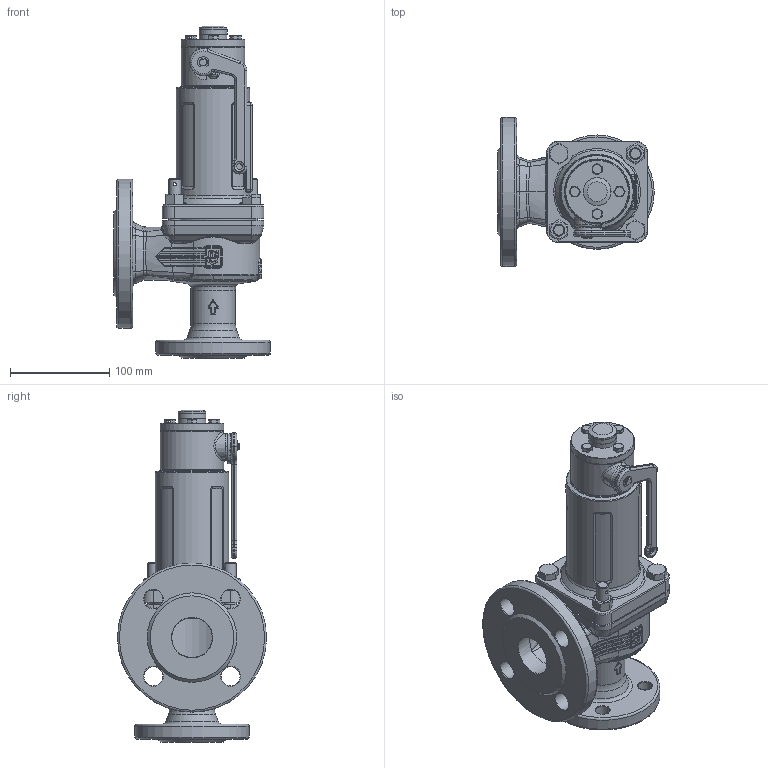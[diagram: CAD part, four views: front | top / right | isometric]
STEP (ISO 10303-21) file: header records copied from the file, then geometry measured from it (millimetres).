
FILE_DESCRIPTION(('HOOPS Exchange Step'),'2;1');
FILE_NAME('SF0610_DN25_25-40.stp','2025-06-27T13:25:18+02:00',('nieru'),('Unknown organisation'),'HOOPS Exchange 2024.2','HOOPS Exchange','Unknown authorisation');
FILE_SCHEMA( ('AP203_CONFIGURATION_CONTROLLED_3D_DESIGN_OF_MECHANICAL_PARTS_AND_ASSEMBLIES_MIM_LF') );
Length unit declared in the file: millimetre
Products named in the file (2): 0; root
Assembly tree (1 placements, depth 2):
  root
    0
Bounding box: 157.5 x 150 x 334 mm (x, y, z)
Volume: 1572216.8 mm3; surface area: 244869.5 mm2
Topology: 20 solids, 20 shells, 1442 faces, 3579 edges, 2148 vertices
Faces by surface type: bspline 558, cylinder 359, plane 295, torus 152, cone 75, sphere 3
Full cylindrical faces by diameter (mm): 2 x2, 3.2 x1, 3.9 x1, 5 x1, 6 x1, 8.2 x1, 8.9 x4, 10 x1, 10.106 x2, 12 x2, 14 x4, 15 x1, 16.63 x2, 19 x4, 25.8 x1, 28 x3, 28.5 x1, 33.95 x1, 45 x1, 64 x2, 74 x1, 82.163 x1, 86 x1, 115 x1, 150 x1
Entity records: 99644 total; most frequent: CARTESIAN_POINT 69326, ORIENTED_EDGE 6974, DIRECTION 4909, EDGE_CURVE 3487, VERTEX_POINT 2148, AXIS2_PLACEMENT_3D 1982, EDGE_LOOP 1541, FACE_BOUND 1541
